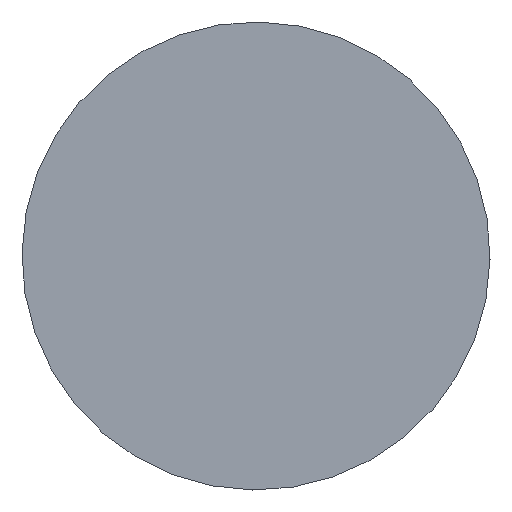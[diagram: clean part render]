
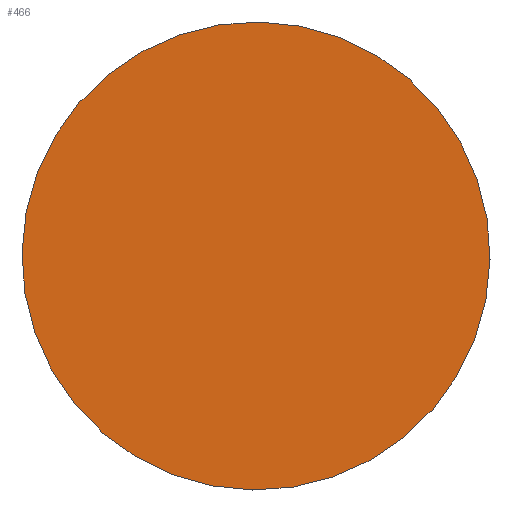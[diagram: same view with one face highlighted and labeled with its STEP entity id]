
A CAD part, front view. The second image highlights one B-rep face of the part: STEP entity #466.
In plain terms, the highlighted planar face has unit normal (0, -1, 0).
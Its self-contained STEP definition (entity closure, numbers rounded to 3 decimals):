
#32=PLANE('',#524);
#66=FACE_OUTER_BOUND('',#92,.T.);
#92=EDGE_LOOP('',(#340,#341));
#151=CIRCLE('',#525,31.5);
#152=CIRCLE('',#526,31.5);
#208=VERTEX_POINT('',#800);
#209=VERTEX_POINT('',#801);
#263=EDGE_CURVE('',#208,#209,#151,.T.);
#264=EDGE_CURVE('',#209,#208,#152,.T.);
#340=ORIENTED_EDGE('',*,*,#263,.F.);
#341=ORIENTED_EDGE('',*,*,#264,.F.);
#466=ADVANCED_FACE('',(#66),#32,.T.);
#524=AXIS2_PLACEMENT_3D('',#799,#630,#631);
#525=AXIS2_PLACEMENT_3D('',#802,#632,#633);
#526=AXIS2_PLACEMENT_3D('',#803,#634,#635);
#630=DIRECTION('center_axis',(0.,-1.,0.));
#631=DIRECTION('ref_axis',(0.487,0.,-0.873));
#632=DIRECTION('center_axis',(0.,1.,0.));
#633=DIRECTION('ref_axis',(-0.873,0.,-0.487));
#634=DIRECTION('center_axis',(0.,1.,0.));
#635=DIRECTION('ref_axis',(-0.873,0.,-0.487));
#799=CARTESIAN_POINT('Origin',(-13.754,-33.,-7.673));
#800=CARTESIAN_POINT('',(-27.509,-33.,-15.346));
#801=CARTESIAN_POINT('',(27.509,-33.,15.346));
#802=CARTESIAN_POINT('Origin',(0.,-33.,0.));
#803=CARTESIAN_POINT('Origin',(0.,-33.,0.));
